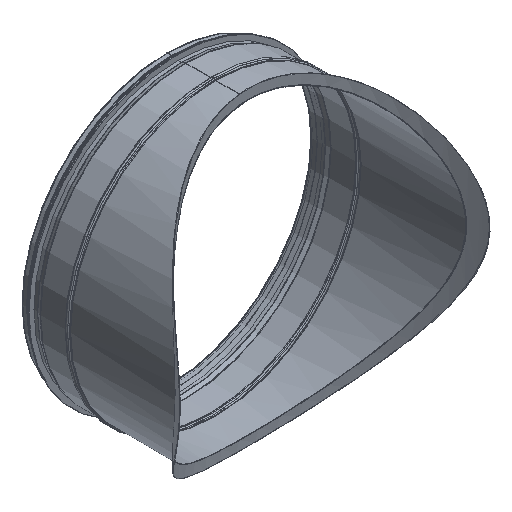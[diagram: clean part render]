
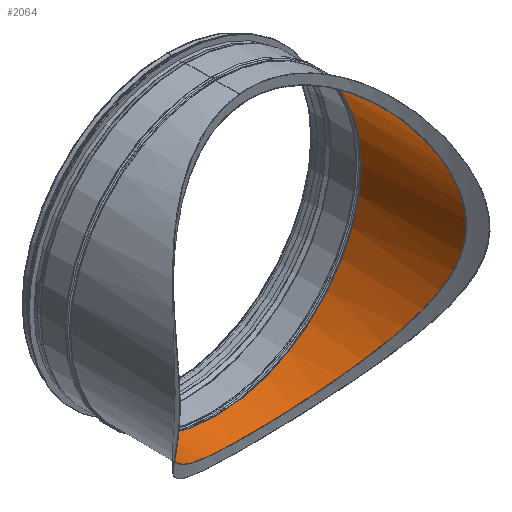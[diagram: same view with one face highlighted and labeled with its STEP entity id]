
A CAD part, isometric view. The second image highlights one B-rep face of the part: STEP entity #2064.
In plain terms, the highlighted cylindrical face has radius 198.9 mm (diameter 397.8 mm), a full revolution.
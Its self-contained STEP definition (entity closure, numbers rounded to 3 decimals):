
#647=CARTESIAN_POINT('',(198.9,112.,0.0));
#648=VERTEX_POINT('',#647);
#766=CARTESIAN_POINT('',(198.9,112.,0.003));
#767=VERTEX_POINT('',#766);
#774=CARTESIAN_POINT('',(198.9,112.,0.));
#775=CARTESIAN_POINT('',(198.9,112.,-6.584));
#776=CARTESIAN_POINT('',(198.572,112.262,-13.232));
#777=CARTESIAN_POINT('',(197.237,113.325,-26.523));
#778=CARTESIAN_POINT('',(196.23,114.126,-33.166));
#779=CARTESIAN_POINT('',(193.548,116.249,-46.32));
#780=CARTESIAN_POINT('',(191.872,117.572,-52.833));
#781=CARTESIAN_POINT('',(187.886,120.696,-65.612));
#782=CARTESIAN_POINT('',(185.576,122.498,-71.879));
#783=CARTESIAN_POINT('',(177.787,128.514,-90.157));
#784=CARTESIAN_POINT('',(171.428,133.361,-101.667));
#785=CARTESIAN_POINT('',(157.048,143.965,-122.717));
#786=CARTESIAN_POINT('',(149.028,149.718,-132.259));
#787=CARTESIAN_POINT('',(136.319,158.398,-144.968));
#788=CARTESIAN_POINT('',(131.733,161.459,-149.154));
#789=CARTESIAN_POINT('',(122.085,167.68,-157.148));
#790=CARTESIAN_POINT('',(117.024,170.84,-160.957));
#791=CARTESIAN_POINT('',(101.212,180.27,-171.696));
#792=CARTESIAN_POINT('',(89.832,186.496,-177.937));
#793=CARTESIAN_POINT('',(65.823,197.529,-188.145));
#794=CARTESIAN_POINT('',(53.177,202.33,-192.123));
#795=CARTESIAN_POINT('',(33.591,207.378,-196.156));
#796=CARTESIAN_POINT('',(26.958,208.701,-197.18));
#797=CARTESIAN_POINT('',(13.558,210.49,-198.552));
#798=CARTESIAN_POINT('',(6.791,210.953,-198.9));
#799=CARTESIAN_POINT('',(0.,210.953,-198.9));
#800=CARTESIAN_POINT('',(-6.791,210.953,-198.9));
#801=CARTESIAN_POINT('',(-13.558,210.49,-198.552));
#802=CARTESIAN_POINT('',(-26.958,208.701,-197.18));
#803=CARTESIAN_POINT('',(-33.591,207.378,-196.156));
#804=CARTESIAN_POINT('',(-53.177,202.33,-192.123));
#805=CARTESIAN_POINT('',(-65.823,197.529,-188.145));
#806=CARTESIAN_POINT('',(-89.832,186.496,-177.937));
#807=CARTESIAN_POINT('',(-101.212,180.27,-171.696));
#808=CARTESIAN_POINT('',(-117.024,170.84,-160.957));
#809=CARTESIAN_POINT('',(-122.085,167.68,-157.148));
#810=CARTESIAN_POINT('',(-131.733,161.459,-149.154));
#811=CARTESIAN_POINT('',(-136.319,158.398,-144.968));
#812=CARTESIAN_POINT('',(-149.028,149.718,-132.259));
#813=CARTESIAN_POINT('',(-157.048,143.965,-122.717));
#814=CARTESIAN_POINT('',(-171.428,133.361,-101.667));
#815=CARTESIAN_POINT('',(-177.787,128.514,-90.157));
#816=CARTESIAN_POINT('',(-185.576,122.498,-71.879));
#817=CARTESIAN_POINT('',(-187.886,120.696,-65.612));
#818=CARTESIAN_POINT('',(-191.872,117.572,-52.833));
#819=CARTESIAN_POINT('',(-193.548,116.249,-46.32));
#820=CARTESIAN_POINT('',(-196.23,114.126,-33.166));
#821=CARTESIAN_POINT('',(-197.237,113.325,-26.523));
#822=CARTESIAN_POINT('',(-198.572,112.262,-13.232));
#823=CARTESIAN_POINT('',(-198.9,112.,-6.584));
#824=CARTESIAN_POINT('',(-198.9,112.,6.584));
#825=CARTESIAN_POINT('',(-198.572,112.262,13.232));
#826=CARTESIAN_POINT('',(-197.237,113.325,26.523));
#827=CARTESIAN_POINT('',(-196.23,114.126,33.166));
#828=CARTESIAN_POINT('',(-193.548,116.249,46.32));
#829=CARTESIAN_POINT('',(-191.872,117.572,52.833));
#830=CARTESIAN_POINT('',(-187.886,120.696,65.612));
#831=CARTESIAN_POINT('',(-185.576,122.498,71.879));
#832=CARTESIAN_POINT('',(-177.787,128.514,90.157));
#833=CARTESIAN_POINT('',(-171.428,133.361,101.667));
#834=CARTESIAN_POINT('',(-157.048,143.965,122.717));
#835=CARTESIAN_POINT('',(-149.028,149.718,132.259));
#836=CARTESIAN_POINT('',(-136.319,158.398,144.968));
#837=CARTESIAN_POINT('',(-131.733,161.459,149.154));
#838=CARTESIAN_POINT('',(-122.085,167.68,157.148));
#839=CARTESIAN_POINT('',(-117.024,170.84,160.957));
#840=CARTESIAN_POINT('',(-101.212,180.27,171.696));
#841=CARTESIAN_POINT('',(-89.832,186.496,177.937));
#842=CARTESIAN_POINT('',(-65.823,197.529,188.145));
#843=CARTESIAN_POINT('',(-53.177,202.33,192.123));
#844=CARTESIAN_POINT('',(-33.591,207.378,196.156));
#845=CARTESIAN_POINT('',(-26.958,208.701,197.18));
#846=CARTESIAN_POINT('',(-13.558,210.49,198.552));
#847=CARTESIAN_POINT('',(-6.791,210.953,198.9));
#848=CARTESIAN_POINT('',(6.791,210.953,198.9));
#849=CARTESIAN_POINT('',(13.558,210.49,198.552));
#850=CARTESIAN_POINT('',(26.958,208.701,197.18));
#851=CARTESIAN_POINT('',(33.591,207.378,196.156));
#852=CARTESIAN_POINT('',(53.177,202.33,192.123));
#853=CARTESIAN_POINT('',(65.823,197.529,188.145));
#854=CARTESIAN_POINT('',(89.832,186.496,177.937));
#855=CARTESIAN_POINT('',(101.212,180.27,171.696));
#856=CARTESIAN_POINT('',(117.024,170.84,160.957));
#857=CARTESIAN_POINT('',(122.085,167.68,157.148));
#858=CARTESIAN_POINT('',(131.733,161.459,149.154));
#859=CARTESIAN_POINT('',(136.319,158.398,144.968));
#860=CARTESIAN_POINT('',(149.028,149.718,132.259));
#861=CARTESIAN_POINT('',(157.048,143.965,122.717));
#862=CARTESIAN_POINT('',(171.428,133.361,101.667));
#863=CARTESIAN_POINT('',(177.787,128.514,90.157));
#864=CARTESIAN_POINT('',(185.576,122.498,71.879));
#865=CARTESIAN_POINT('',(187.886,120.696,65.612));
#866=CARTESIAN_POINT('',(191.872,117.572,52.833));
#867=CARTESIAN_POINT('',(193.548,116.249,46.32));
#868=CARTESIAN_POINT('',(196.23,114.126,33.166));
#869=CARTESIAN_POINT('',(197.237,113.325,26.523));
#870=CARTESIAN_POINT('',(198.572,112.262,13.233));
#871=CARTESIAN_POINT('',(198.9,112.,6.587));
#872=CARTESIAN_POINT('',(198.9,112.,0.003));
#873=B_SPLINE_CURVE_WITH_KNOTS('',3,(#774,#775,#776,#777,#778,#779,#780,#781,#782,#783,#784,#785,#786,#787,#788,#789,#790,#791,#792,#793,#794,#795,#796,#797,#798,#799,#800,#801,#802,#803,#804,#805,#806,#807,#808,#809,#810,#811,#812,#813,#814,#815,#816,#817,#818,#819,#820,#821,#822,#823,#824,#825,#826,#827,#828,#829,#830,#831,#832,#833,#834,#835,#836,#837,#838,#839,#840,#841,#842,#843,#844,#845,#846,#847,#848,#849,#850,#851,#852,#853,#854,#855,#856,#857,#858,#859,#860,#861,#862,#863,#864,#865,#866,#867,#868,#869,#870,#871,#872),.UNSPECIFIED.,.F.,.U.,(4,2,2,2,2,2,2,2,2,2,2,2,3,2,2,2,2,2,2,2,2,2,2,2,2,2,2,2,2,2,2,2,2,2,2,2,2,2,2,2,2,2,2,2,2,2,2,2,4),(96.305,98.28,100.256,102.231,104.206,108.157,112.107,114.145,116.182,120.257,124.332,126.37,128.407,130.444,132.482,136.557,140.632,142.669,144.707,148.657,152.608,154.583,156.558,158.533,160.509,162.484,164.459,166.435,168.41,172.36,176.311,178.348,180.386,184.461,188.536,190.573,192.61,194.648,196.685,200.76,204.835,206.873,208.91,212.861,216.811,218.786,220.762,222.737,224.712),.UNSPECIFIED.);
#874=EDGE_CURVE('',#648,#767,#873,.T.);
#893=CARTESIAN_POINT('',(198.9,67.0,0.003));
#894=VERTEX_POINT('',#893);
#901=CARTESIAN_POINT('',(198.9,112.,0.003));
#902=DIRECTION('',(0.0,-1.0,0.0));
#903=VECTOR('',#902,45.);
#904=LINE('',#901,#903);
#905=EDGE_CURVE('',#767,#894,#904,.T.);
#1358=CARTESIAN_POINT('',(198.9,67.0,0.0));
#1359=VERTEX_POINT('',#1358);
#2042=CARTESIAN_POINT('',(0.,176.158,0.0));
#2043=DIRECTION('',(0.,1.0,0.0));
#2044=DIRECTION('',(1.0,0.0,0.0));
#2045=AXIS2_PLACEMENT_3D('',#2042,#2043,#2044);
#2046=CYLINDRICAL_SURFACE('',#2045,198.9);
#2047=ORIENTED_EDGE('',*,*,#874,.T.);
#2048=ORIENTED_EDGE('',*,*,#905,.T.);
#2049=CARTESIAN_POINT('',(0.,67.,0.0));
#2050=DIRECTION('',(0.0,1.0,0.0));
#2051=DIRECTION('',(1.0,0.0,0.0));
#2052=AXIS2_PLACEMENT_3D('',#2049,#2050,#2051);
#2053=CIRCLE('',#2052,198.9);
#2054=EDGE_CURVE('',#1359,#894,#2053,.T.);
#2055=ORIENTED_EDGE('',*,*,#2054,.F.);
#2056=CARTESIAN_POINT('',(198.9,112.0,0.0));
#2057=DIRECTION('',(0.0,-1.0,0.0));
#2058=VECTOR('',#2057,45.);
#2059=LINE('',#2056,#2058);
#2060=EDGE_CURVE('',#648,#1359,#2059,.T.);
#2061=ORIENTED_EDGE('',*,*,#2060,.F.);
#2062=EDGE_LOOP('',(#2047,#2048,#2055,#2061));
#2063=FACE_OUTER_BOUND('',#2062,.T.);
#2064=ADVANCED_FACE('',(#2063),#2046,.F.);
